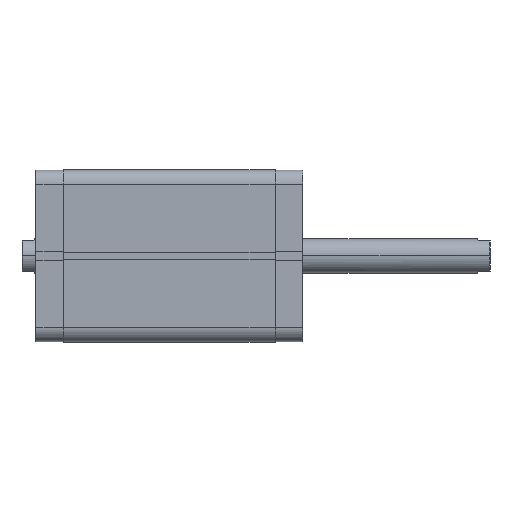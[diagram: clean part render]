
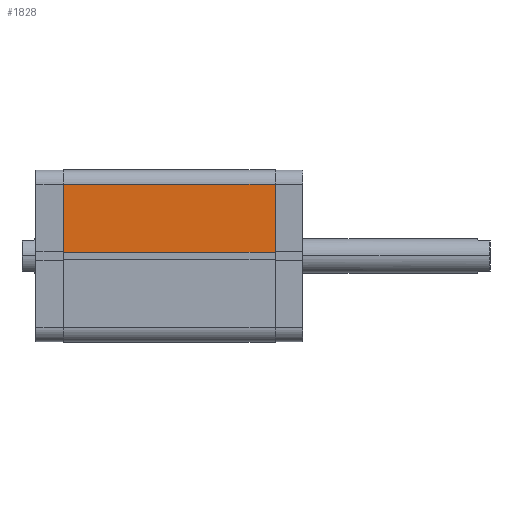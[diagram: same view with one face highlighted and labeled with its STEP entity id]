
A CAD part, top view. The second image highlights one B-rep face of the part: STEP entity #1828.
In plain terms, the highlighted face is planar.
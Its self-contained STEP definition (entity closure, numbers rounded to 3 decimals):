
#57 = FACE_OUTER_BOUND ( 'NONE', #6922, .T. ) ;
#1728 = VERTEX_POINT ( 'NONE', #2528 ) ;
#1730 = VERTEX_POINT ( 'NONE', #2530 ) ;
#1731 = VERTEX_POINT ( 'NONE', #2531 ) ;
#1735 = VERTEX_POINT ( 'NONE', #2535 ) ;
#1828 = ADVANCED_FACE ( 'NONE', ( #57 ), #2561, .T. ) ;
#2528 = CARTESIAN_POINT ( 'NONE',  ( -51.5, 62., -152.5 ) ) ;
#2530 = CARTESIAN_POINT ( 'NONE',  ( -2.6, 62., 0. ) ) ;
#2531 = CARTESIAN_POINT ( 'NONE',  ( -51.5, 62., 0. ) ) ;
#2535 = CARTESIAN_POINT ( 'NONE',  ( -2.6, 62., -152.5 ) ) ;
#2560 = CARTESIAN_POINT ( 'NONE',  ( -51.5, 62., -152.5 ) ) ;
#2561 = PLANE ( 'NONE',  #6378 ) ;
#2563 = DIRECTION ( 'NONE',  ( 0., 1., 0. ) ) ;
#2564 = DIRECTION ( 'NONE',  ( 0., 0., 1. ) ) ;
#3905 = LINE ( 'NONE', #4734, #3907 ) ;
#3907 = VECTOR ( 'NONE', #4738, 1000. ) ;
#3911 = VECTOR ( 'NONE', #4749, 1000. ) ;
#3914 = LINE ( 'NONE', #4739, #3911 ) ;
#3920 = LINE ( 'NONE', #4750, #3922 ) ;
#3922 = VECTOR ( 'NONE', #4760, 1000. ) ;
#3924 = LINE ( 'NONE', #4761, #3925 ) ;
#3925 = VECTOR ( 'NONE', #4762, 1000. ) ;
#4734 = CARTESIAN_POINT ( 'NONE',  ( -51.5, 62., -152.5 ) ) ;
#4738 = DIRECTION ( 'NONE',  ( 0., 0., 1. ) ) ;
#4739 = CARTESIAN_POINT ( 'NONE',  ( -51.5, 62., -152.5 ) ) ;
#4749 = DIRECTION ( 'NONE',  ( -1., 0., 0. ) ) ;
#4750 = CARTESIAN_POINT ( 'NONE',  ( -2.6, 62., -152.5 ) ) ;
#4760 = DIRECTION ( 'NONE',  ( 0., 0., 1. ) ) ;
#4761 = CARTESIAN_POINT ( 'NONE',  ( -51.5, 62., 0. ) ) ;
#4762 = DIRECTION ( 'NONE',  ( -1., 0., 0. ) ) ;
#5899 = EDGE_CURVE ( 'NONE', #1728, #1731, #3905, .T. ) ;
#5903 = EDGE_CURVE ( 'NONE', #1735, #1728, #3914, .T. ) ;
#5908 = EDGE_CURVE ( 'NONE', #1735, #1730, #3920, .T. ) ;
#5909 = EDGE_CURVE ( 'NONE', #1730, #1731, #3924, .T. ) ;
#6378 = AXIS2_PLACEMENT_3D ( 'NONE', #2560, #2563, #2564 ) ;
#6861 = ORIENTED_EDGE ( 'NONE', *, *, #5899, .T. ) ;
#6922 = EDGE_LOOP ( 'NONE', ( #7219, #7212, #7217, #6861 ) ) ;
#7212 = ORIENTED_EDGE ( 'NONE', *, *, #5908, .F. ) ;
#7217 = ORIENTED_EDGE ( 'NONE', *, *, #5903, .T. ) ;
#7219 = ORIENTED_EDGE ( 'NONE', *, *, #5909, .F. ) ;
